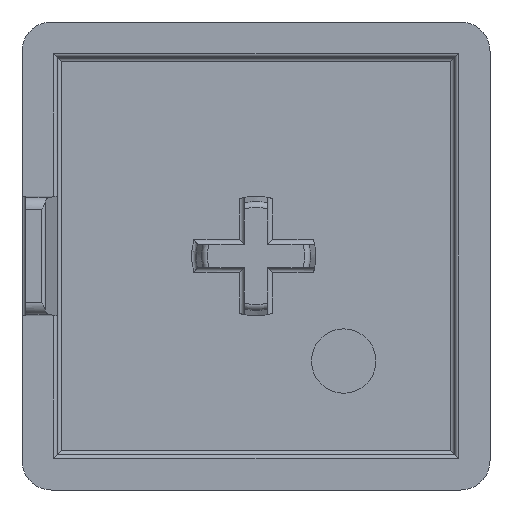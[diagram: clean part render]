
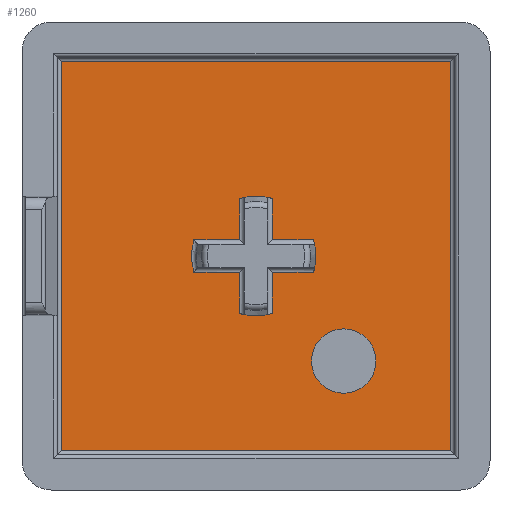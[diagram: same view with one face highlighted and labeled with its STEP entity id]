
A CAD part, front view. The second image highlights one B-rep face of the part: STEP entity #1260.
In plain terms, the highlighted planar face has unit normal (0, -1, 0).
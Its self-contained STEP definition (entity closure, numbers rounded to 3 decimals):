
#19=FACE_BOUND('',#221,.T.);
#20=FACE_BOUND('',#222,.T.);
#60=PLANE('',#1395);
#143=FACE_OUTER_BOUND('',#220,.T.);
#220=EDGE_LOOP('',(#963,#964,#965,#966));
#221=EDGE_LOOP('',(#967,#968,#969,#970,#971,#972,#973,#974,#975,#976,#977,
#978));
#222=EDGE_LOOP('',(#979));
#272=CIRCLE('',#1335,5.1);
#274=CIRCLE('',#1338,5.1);
#298=CIRCLE('',#1396,5.5);
#299=CIRCLE('',#1397,5.1);
#300=CIRCLE('',#1398,2.75);
#367=LINE('',#2174,#465);
#368=LINE('',#2176,#466);
#369=LINE('',#2178,#467);
#370=LINE('',#2179,#468);
#371=LINE('',#2181,#469);
#372=LINE('',#2183,#470);
#373=LINE('',#2185,#471);
#374=LINE('',#2189,#472);
#375=LINE('',#2190,#473);
#376=LINE('',#2192,#474);
#377=LINE('',#2194,#475);
#378=LINE('',#2197,#476);
#465=VECTOR('',#1661,1000.);
#466=VECTOR('',#1662,1000.);
#467=VECTOR('',#1663,1000.);
#468=VECTOR('',#1664,1000.);
#469=VECTOR('',#1665,1000.);
#470=VECTOR('',#1666,1000.);
#471=VECTOR('',#1667,1000.);
#472=VECTOR('',#1670,1000.);
#473=VECTOR('',#1671,1000.);
#474=VECTOR('',#1672,1000.);
#475=VECTOR('',#1673,1000.);
#476=VECTOR('',#1676,1000.);
#513=VERTEX_POINT('',#1866);
#514=VERTEX_POINT('',#1877);
#519=VERTEX_POINT('',#1897);
#520=VERTEX_POINT('',#1908);
#586=VERTEX_POINT('',#2172);
#587=VERTEX_POINT('',#2173);
#588=VERTEX_POINT('',#2175);
#589=VERTEX_POINT('',#2177);
#590=VERTEX_POINT('',#2180);
#591=VERTEX_POINT('',#2182);
#592=VERTEX_POINT('',#2184);
#593=VERTEX_POINT('',#2186);
#594=VERTEX_POINT('',#2188);
#595=VERTEX_POINT('',#2191);
#596=VERTEX_POINT('',#2193);
#597=VERTEX_POINT('',#2195);
#598=VERTEX_POINT('',#2198);
#631=EDGE_CURVE('',#513,#514,#272,.F.);
#637=EDGE_CURVE('',#519,#520,#274,.F.);
#732=EDGE_CURVE('',#586,#587,#367,.F.);
#733=EDGE_CURVE('',#587,#588,#368,.F.);
#734=EDGE_CURVE('',#588,#589,#369,.F.);
#735=EDGE_CURVE('',#589,#586,#370,.F.);
#736=EDGE_CURVE('',#590,#514,#371,.T.);
#737=EDGE_CURVE('',#513,#591,#372,.T.);
#738=EDGE_CURVE('',#591,#592,#373,.T.);
#739=EDGE_CURVE('',#592,#593,#298,.T.);
#740=EDGE_CURVE('',#593,#594,#374,.T.);
#741=EDGE_CURVE('',#594,#520,#375,.T.);
#742=EDGE_CURVE('',#519,#595,#376,.T.);
#743=EDGE_CURVE('',#595,#596,#377,.T.);
#744=EDGE_CURVE('',#597,#596,#299,.F.);
#745=EDGE_CURVE('',#597,#590,#378,.T.);
#746=EDGE_CURVE('',#598,#598,#300,.T.);
#963=ORIENTED_EDGE('',*,*,#732,.T.);
#964=ORIENTED_EDGE('',*,*,#733,.T.);
#965=ORIENTED_EDGE('',*,*,#734,.T.);
#966=ORIENTED_EDGE('',*,*,#735,.T.);
#967=ORIENTED_EDGE('',*,*,#736,.T.);
#968=ORIENTED_EDGE('',*,*,#631,.F.);
#969=ORIENTED_EDGE('',*,*,#737,.T.);
#970=ORIENTED_EDGE('',*,*,#738,.T.);
#971=ORIENTED_EDGE('',*,*,#739,.T.);
#972=ORIENTED_EDGE('',*,*,#740,.T.);
#973=ORIENTED_EDGE('',*,*,#741,.T.);
#974=ORIENTED_EDGE('',*,*,#637,.F.);
#975=ORIENTED_EDGE('',*,*,#742,.T.);
#976=ORIENTED_EDGE('',*,*,#743,.T.);
#977=ORIENTED_EDGE('',*,*,#744,.F.);
#978=ORIENTED_EDGE('',*,*,#745,.T.);
#979=ORIENTED_EDGE('',*,*,#746,.T.);
#1260=ADVANCED_FACE('',(#143,#19,#20),#60,.F.);
#1335=AXIS2_PLACEMENT_3D('',#1878,#1485,#1486);
#1338=AXIS2_PLACEMENT_3D('',#1909,#1493,#1494);
#1395=AXIS2_PLACEMENT_3D('',#2171,#1659,#1660);
#1396=AXIS2_PLACEMENT_3D('',#2187,#1668,#1669);
#1397=AXIS2_PLACEMENT_3D('',#2196,#1674,#1675);
#1398=AXIS2_PLACEMENT_3D('',#2199,#1677,#1678);
#1485=DIRECTION('center_axis',(0.,1.,0.));
#1486=DIRECTION('ref_axis',(0.,0.,1.));
#1493=DIRECTION('center_axis',(0.,1.,0.));
#1494=DIRECTION('ref_axis',(0.,0.,1.));
#1659=DIRECTION('center_axis',(0.,1.,0.));
#1660=DIRECTION('ref_axis',(0.,0.,1.));
#1661=DIRECTION('',(1.,0.,0.));
#1662=DIRECTION('',(0.,0.,1.));
#1663=DIRECTION('',(-1.,0.,0.));
#1664=DIRECTION('',(0.,0.,-1.));
#1665=DIRECTION('',(0.,0.,-1.));
#1666=DIRECTION('',(0.,0.,1.));
#1667=DIRECTION('',(-1.,0.,0.));
#1668=DIRECTION('center_axis',(0.,1.,0.));
#1669=DIRECTION('ref_axis',(0.,0.,1.));
#1670=DIRECTION('',(1.,0.,0.));
#1671=DIRECTION('',(0.,0.,1.));
#1672=DIRECTION('',(0.,0.,-1.));
#1673=DIRECTION('',(1.,0.,0.));
#1674=DIRECTION('center_axis',(0.,1.,0.));
#1675=DIRECTION('ref_axis',(0.,0.,1.));
#1676=DIRECTION('',(-1.,0.,0.));
#1677=DIRECTION('center_axis',(0.,1.,0.));
#1678=DIRECTION('ref_axis',(1.,0.,0.));
#1866=CARTESIAN_POINT('',(-1.4,-3.,-4.904));
#1877=CARTESIAN_POINT('',(1.4,-3.,-4.904));
#1878=CARTESIAN_POINT('Origin',(0.,-3.,0.));
#1897=CARTESIAN_POINT('',(1.4,-3.,4.904));
#1908=CARTESIAN_POINT('',(-1.4,-3.,4.904));
#1909=CARTESIAN_POINT('Origin',(0.,-3.,0.));
#2171=CARTESIAN_POINT('Origin',(0.,-3.,0.));
#2172=CARTESIAN_POINT('',(16.585,-3.,16.585));
#2173=CARTESIAN_POINT('',(-16.585,-3.,16.585));
#2174=CARTESIAN_POINT('',(0.,-3.,16.585));
#2175=CARTESIAN_POINT('',(-16.585,-3.,-16.585));
#2176=CARTESIAN_POINT('',(-16.585,-3.,0.));
#2177=CARTESIAN_POINT('',(16.585,-3.,-16.585));
#2178=CARTESIAN_POINT('',(0.,-3.,-16.585));
#2179=CARTESIAN_POINT('',(16.585,-3.,0.));
#2180=CARTESIAN_POINT('',(1.4,-3.,-1.4));
#2181=CARTESIAN_POINT('',(1.4,-3.,-5.001));
#2182=CARTESIAN_POINT('',(-1.4,-3.,-1.4));
#2183=CARTESIAN_POINT('',(-1.4,-3.,-1.));
#2184=CARTESIAN_POINT('',(-5.319,-3.,-1.4));
#2185=CARTESIAN_POINT('',(-5.001,-3.,-1.4));
#2186=CARTESIAN_POINT('',(-5.319,-3.,1.4));
#2187=CARTESIAN_POINT('Origin',(0.,-3.,0.));
#2188=CARTESIAN_POINT('',(-1.4,-3.,1.4));
#2189=CARTESIAN_POINT('',(-1.,-3.,1.4));
#2190=CARTESIAN_POINT('',(-1.4,-3.,5.001));
#2191=CARTESIAN_POINT('',(1.4,-3.,1.4));
#2192=CARTESIAN_POINT('',(1.4,-3.,1.));
#2193=CARTESIAN_POINT('',(4.904,-3.,1.4));
#2194=CARTESIAN_POINT('',(5.001,-3.,1.4));
#2195=CARTESIAN_POINT('',(4.904,-3.,-1.4));
#2196=CARTESIAN_POINT('Origin',(0.,-3.,0.));
#2197=CARTESIAN_POINT('',(1.,-3.,-1.4));
#2198=CARTESIAN_POINT('',(7.5,-3.,-11.73));
#2199=CARTESIAN_POINT('Origin',(7.5,-3.,-8.98));
